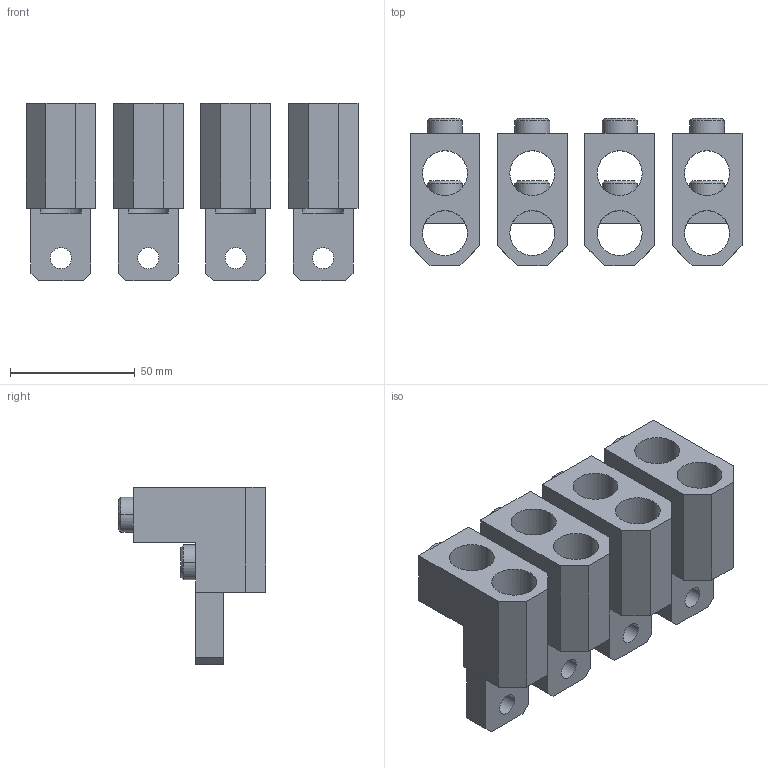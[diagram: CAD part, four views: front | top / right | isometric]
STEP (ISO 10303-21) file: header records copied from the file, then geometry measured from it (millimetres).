
FILE_DESCRIPTION(('CATIA V5 STEP Exchange'),'2;1');
FILE_NAME('1SDH001295R0746_1PA_001_00_XT4_4P_PLUG-IN_TERMINALI_ESTERNI_F.stp','2014-11-11T15:34:34+00:00',('none'),('none'),'CATIA Version 5 Release 20 SP 1 (IN-10)','CATIA V5 STEP AP214','none');
FILE_SCHEMA(('AUTOMOTIVE_DESIGN { 1 0 10303 214 1 1 1 1 }'));
Length unit declared in the file: millimetre
Products named in the file (1): 1SDH001295R0746_1PA_001_00_XT4_4P_PLUG-IN_TERMINALI_ESTERNI_F
Bounding box: 133 x 59 x 71 mm (x, y, z)
Volume: 151907.2 mm3; surface area: 54407.7 mm2
Topology: 4 solids, 4 shells, 132 faces, 352 edges, 228 vertices
Faces by surface type: plane 76, cylinder 40, cone 16
Entity records: 3822 total; most frequent: ORIENTED_EDGE 704, CARTESIAN_POINT 661, DIRECTION 512, EDGE_CURVE 352, VECTOR 244, LINE 244, VERTEX_POINT 228, AXIS2_PLACEMENT_3D 189
